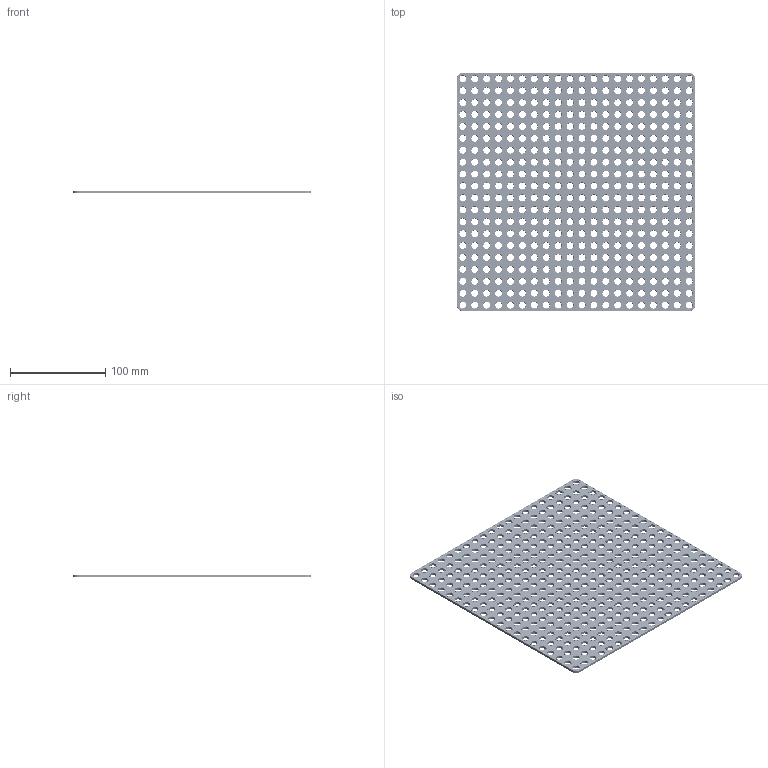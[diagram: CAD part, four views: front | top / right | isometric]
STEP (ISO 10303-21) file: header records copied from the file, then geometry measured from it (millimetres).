
FILE_DESCRIPTION(('FreeCAD Model'),'2;1');
FILE_NAME('Open CASCADE Shape Model','2024-01-31T15:18:30',(''),(''), 'Open CASCADE STEP processor 7.6','FreeCAD','Unknown');
FILE_SCHEMA(('AUTOMOTIVE_DESIGN { 1 0 10303 214 1 1 1 1 }'));
Products named in the file (1): Plate SQR CRNR BU20x00.25 - SPN-PLT-0055 (stemfie.org)
Bounding box: 250 x 250 x 3.12 mm (x, y, z)
Volume: 139240.5 mm3; surface area: 123889.4 mm2
Topology: 1 solids, 1 shells, 2496 faces, 5370 edges, 3308 vertices
Faces by surface type: cylinder 808, cone 808, plane 722, extrusion 158
Full cylindrical faces by diameter (mm): 7 x400, 9.2 x400
Entity records: 142085 total; most frequent: CARTESIAN_POINT 30166, DIRECTION 21236, VECTOR 10894, ORIENTED_EDGE 10740, PCURVE 10740, DEFINITIONAL_REPRESENTATION 10740, LINE 10736, EDGE_CURVE 5370
